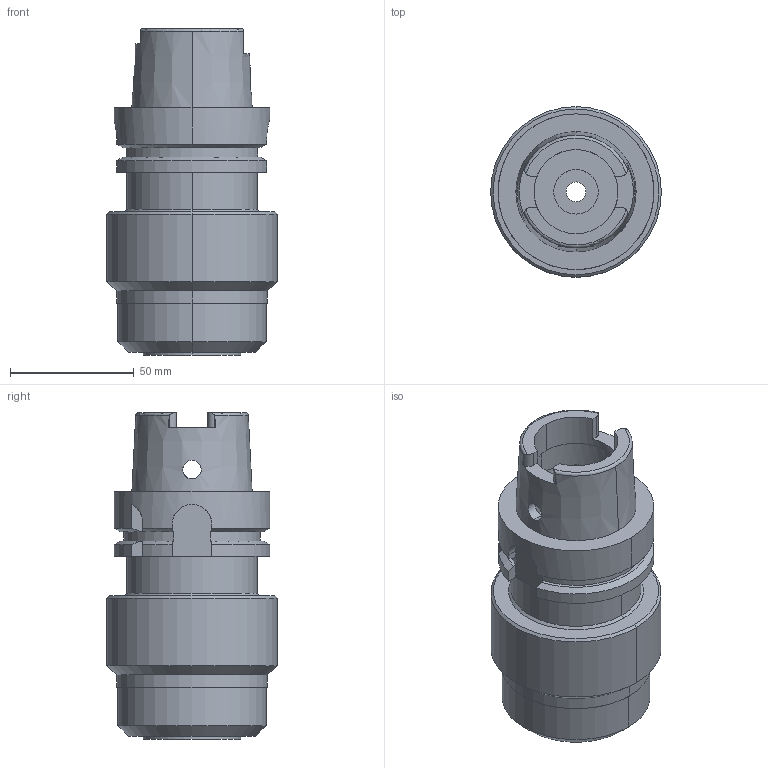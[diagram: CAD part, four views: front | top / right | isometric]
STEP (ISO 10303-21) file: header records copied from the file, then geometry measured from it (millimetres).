
FILE_DESCRIPTION((''),'2;1');
FILE_NAME('HSK-A63-MEGA20DPG-100','2018-01-15T',('ykawabe'),(''),'CREO PARAMETRIC BY PTC INC, 2016380','CREO PARAMETRIC BY PTC INC, 2016380','');
FILE_SCHEMA(('AUTOMOTIVE_DESIGN { 1 0 10303 214 1 1 1 1 }'));
Length unit declared in the file: millimetre
Products named in the file (1): HSK-A63-MEGA20DPG-100
Bounding box: 69 x 69 x 132 mm (x, y, z)
Volume: 286517.6 mm3; surface area: 42631.4 mm2
Topology: 1 solids, 1 shells, 108 faces, 297 edges, 197 vertices
Faces by surface type: cylinder 45, plane 41, cone 18, torus 4
Entity records: 4753 total; most frequent: CARTESIAN_POINT 908, DIRECTION 610, ORIENTED_EDGE 594, PRESENTATION_STYLE_ASSIGNMENT 302, STYLED_ITEM 302, CURVE_STYLE 301, EDGE_CURVE 297, AXIS2_PLACEMENT_3D 240
